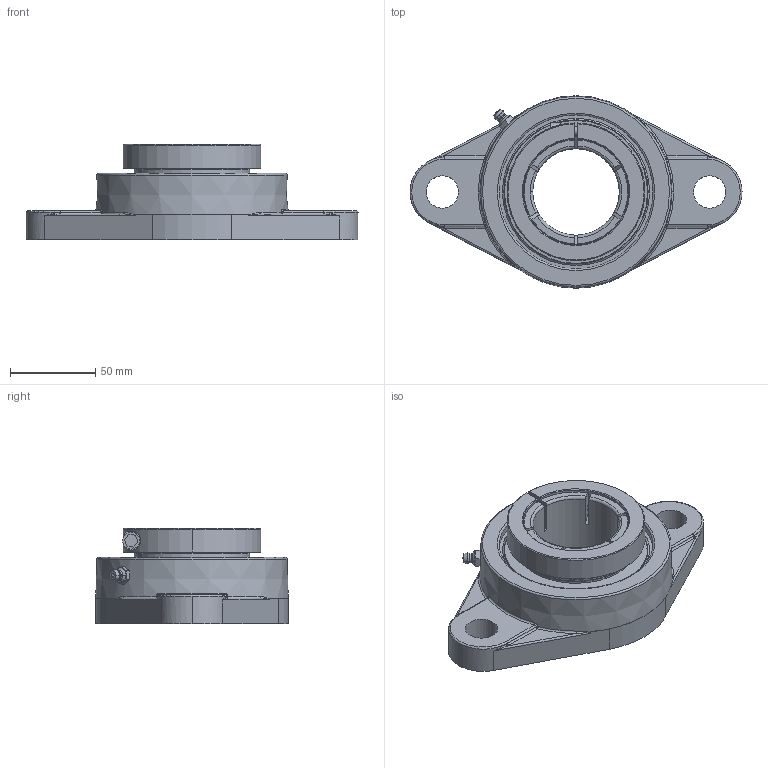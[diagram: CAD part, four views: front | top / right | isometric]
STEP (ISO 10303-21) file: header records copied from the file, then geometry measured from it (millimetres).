
FILE_DESCRIPTION(('HOOPS Exchange Step'),'2;1');
FILE_NAME('export-C790A74E-7F4C-4DC0-9917-B5E8AB156294.stp','2019-12-13T09:05:34-08:00',('ibuslach'),('Alibre'),'HOOPS Exchange 2019.2','Alibre','Unknown authorisation');
FILE_SCHEMA( ('AP242_MANAGED_MODEL_BASED_3D_ENGINEERING_MIM_LF {1 0 10303 442 1 1 4 }') );
Length unit declared in the file: centimetre
Products named in the file (8): MRN SFL 210; UCP ZERK 6mm; SUE 210-32 RACES; SUE 210 SHIELD; SUE 210 LOCK RING; SUE 210 BOLT; MRN SUE 210-32; MRN SUEFL 210-32
Assembly tree (8 placements, depth 3):
  MRN SUEFL 210-32
    MRN SFL 210
    UCP ZERK 6mm
    MRN SUE 210-32
      SUE 210-32 RACES
      SUE 210 SHIELD  x2
      SUE 210 LOCK RING
      SUE 210 BOLT
Bounding box: 195 x 113 x 56.1 mm (x, y, z)
Volume: 329080.1 mm3; surface area: 103717.4 mm2
Topology: 8 solids, 8 shells, 265 faces, 706 edges, 451 vertices
Faces by surface type: plane 83, cylinder 72, cone 41, torus 40, bspline 16, sphere 13
Full cylindrical faces by diameter (mm): 1.976 x2, 4.917 x2, 5.994 x1, 6 x1, 6.4 x1, 10 x1, 19 x2, 50.8 x1, 68 x4, 69.016 x2, 80 x2, 84 x2, 90.458 x1, 92.458 x1
Entity records: 18634 total; most frequent: CARTESIAN_POINT 12055, DIRECTION 1381, ORIENTED_EDGE 1352, EDGE_CURVE 676, AXIS2_PLACEMENT_3D 576, VERTEX_POINT 437, CIRCLE 310, EDGE_LOOP 285
